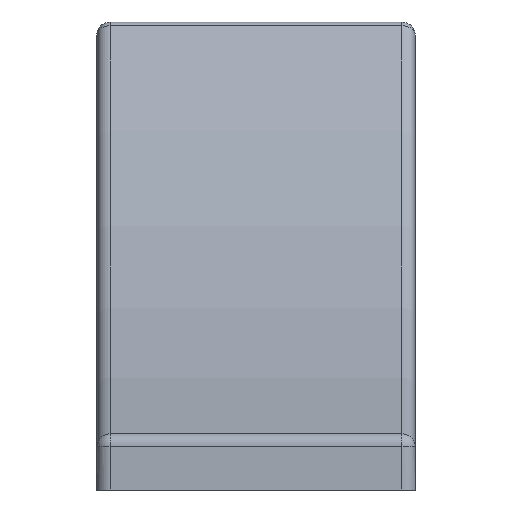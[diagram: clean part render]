
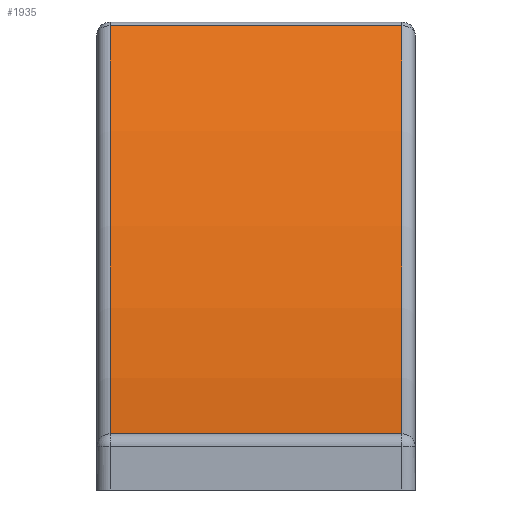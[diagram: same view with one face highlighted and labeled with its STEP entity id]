
A CAD part, front view. The second image highlights one B-rep face of the part: STEP entity #1935.
In plain terms, the highlighted cylindrical face has radius 130.75 mm (diameter 261.5 mm), a partial arc.
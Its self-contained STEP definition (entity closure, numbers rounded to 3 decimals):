
#42 = DIRECTION ( 'NONE',  ( 0., 0., 1. ) ) ;
#61 = FACE_OUTER_BOUND ( 'NONE', #1160, .T. ) ;
#143 = DIRECTION ( 'NONE',  ( -1., 0., 0. ) ) ;
#267 = EDGE_CURVE ( 'NONE', #1643, #2788, #1117, .T. ) ;
#322 = CARTESIAN_POINT ( 'NONE',  ( -11., 0.718, 4.232 ) ) ;
#326 = CARTESIAN_POINT ( 'NONE',  ( 11., -39.848, 128.53 ) ) ;
#433 = EDGE_CURVE ( 'NONE', #2788, #698, #1699, .T. ) ;
#542 = DIRECTION ( 'NONE',  ( -1., 0., 0. ) ) ;
#698 = VERTEX_POINT ( 'NONE', #2750 ) ;
#754 = CARTESIAN_POINT ( 'NONE',  ( 11., 51.5, 34.982 ) ) ;
#792 = ORIENTED_EDGE ( 'NONE', *, *, #1659, .T. ) ;
#847 = DIRECTION ( 'NONE',  ( -1., 0., 0. ) ) ;
#977 = VECTOR ( 'NONE', #1521, 1000. ) ;
#1010 = LINE ( 'NONE', #1239, #977 ) ;
#1117 = CIRCLE ( 'NONE', #2517, 130.75 ) ;
#1160 = EDGE_LOOP ( 'NONE', ( #2883, #792, #1453, #2396 ) ) ;
#1162 = DIRECTION ( 'NONE',  ( 1., 0., 0. ) ) ;
#1208 = CARTESIAN_POINT ( 'NONE',  ( 12., -39.848, 128.53 ) ) ;
#1239 = CARTESIAN_POINT ( 'NONE',  ( 12., 0.718, 4.232 ) ) ;
#1282 = VECTOR ( 'NONE', #143, 1000. ) ;
#1319 = CARTESIAN_POINT ( 'NONE',  ( -11., -39.848, 128.53 ) ) ;
#1363 = CIRCLE ( 'NONE', #2873, 130.75 ) ;
#1453 = ORIENTED_EDGE ( 'NONE', *, *, #1988, .F. ) ;
#1521 = DIRECTION ( 'NONE',  ( -1., 0., 0. ) ) ;
#1643 = VERTEX_POINT ( 'NONE', #2502 ) ;
#1659 = EDGE_CURVE ( 'NONE', #698, #2110, #1363, .T. ) ;
#1699 = LINE ( 'NONE', #2620, #1282 ) ;
#1892 = CYLINDRICAL_SURFACE ( 'NONE', #2627, 130.75 ) ;
#1935 = ADVANCED_FACE ( 'NONE', ( #61 ), #1892, .F. ) ;
#1988 = EDGE_CURVE ( 'NONE', #1643, #2110, #1010, .T. ) ;
#2092 = DIRECTION ( 'NONE',  ( 0., 0., -1. ) ) ;
#2110 = VERTEX_POINT ( 'NONE', #322 ) ;
#2396 = ORIENTED_EDGE ( 'NONE', *, *, #267, .T. ) ;
#2502 = CARTESIAN_POINT ( 'NONE',  ( 11., 0.718, 4.232 ) ) ;
#2517 = AXIS2_PLACEMENT_3D ( 'NONE', #326, #1162, #2092 ) ;
#2620 = CARTESIAN_POINT ( 'NONE',  ( 12., 51.5, 34.982 ) ) ;
#2627 = AXIS2_PLACEMENT_3D ( 'NONE', #1208, #542, #42 ) ;
#2750 = CARTESIAN_POINT ( 'NONE',  ( -11., 51.5, 34.982 ) ) ;
#2788 = VERTEX_POINT ( 'NONE', #754 ) ;
#2873 = AXIS2_PLACEMENT_3D ( 'NONE', #1319, #847, #2884 ) ;
#2883 = ORIENTED_EDGE ( 'NONE', *, *, #433, .T. ) ;
#2884 = DIRECTION ( 'NONE',  ( 0., 0., -1. ) ) ;
